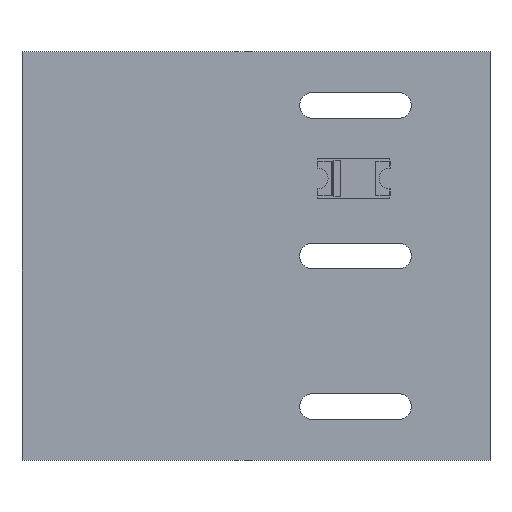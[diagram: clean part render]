
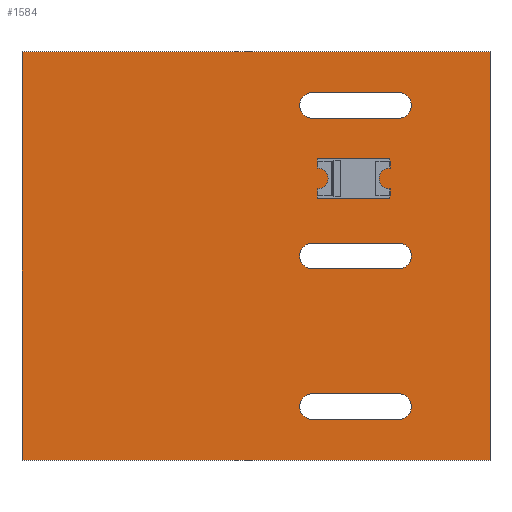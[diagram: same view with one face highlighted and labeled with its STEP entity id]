
A CAD part, top view. The second image highlights one B-rep face of the part: STEP entity #1584.
In plain terms, the highlighted planar face has unit normal (0, 0, 1).
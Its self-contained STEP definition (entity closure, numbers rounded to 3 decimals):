
#1364 = VERTEX_POINT('',#1365);
#1365 = CARTESIAN_POINT('',(106.25,-80.,1.6));
#1371 = EDGE_CURVE('',#1364,#1372,#1374,.T.);
#1372 = VERTEX_POINT('',#1373);
#1373 = CARTESIAN_POINT('',(84.5,-80.,1.6));
#1374 = LINE('',#1375,#1376);
#1375 = CARTESIAN_POINT('',(106.25,-80.,1.6));
#1376 = VECTOR('',#1377,1.);
#1377 = DIRECTION('',(-1.,0.,0.));
#1404 = VERTEX_POINT('',#1405);
#1405 = CARTESIAN_POINT('',(106.25,-61.,1.6));
#1411 = EDGE_CURVE('',#1404,#1364,#1412,.T.);
#1412 = LINE('',#1413,#1414);
#1413 = CARTESIAN_POINT('',(106.25,-61.,1.6));
#1414 = VECTOR('',#1415,1.);
#1415 = DIRECTION('',(0.,-1.,0.));
#1433 = EDGE_CURVE('',#1372,#1434,#1436,.T.);
#1434 = VERTEX_POINT('',#1435);
#1435 = CARTESIAN_POINT('',(84.5,-61.,1.6));
#1436 = LINE('',#1437,#1438);
#1437 = CARTESIAN_POINT('',(84.5,-80.,1.6));
#1438 = VECTOR('',#1439,1.);
#1439 = DIRECTION('',(0.,1.,0.));
#1584 = ADVANCED_FACE('',(#1585,#1596,#1632,#1668),#1704,.T.);
#1585 = FACE_BOUND('',#1586,.T.);
#1586 = EDGE_LOOP('',(#1587,#1588,#1589,#1595));
#1587 = ORIENTED_EDGE('',*,*,#1371,.F.);
#1588 = ORIENTED_EDGE('',*,*,#1411,.F.);
#1589 = ORIENTED_EDGE('',*,*,#1590,.F.);
#1590 = EDGE_CURVE('',#1434,#1404,#1591,.T.);
#1591 = LINE('',#1592,#1593);
#1592 = CARTESIAN_POINT('',(84.5,-61.,1.6));
#1593 = VECTOR('',#1594,1.);
#1594 = DIRECTION('',(1.,0.,0.));
#1595 = ORIENTED_EDGE('',*,*,#1433,.F.);
#1596 = FACE_BOUND('',#1597,.T.);
#1597 = EDGE_LOOP('',(#1598,#1609,#1617,#1626));
#1598 = ORIENTED_EDGE('',*,*,#1599,.T.);
#1599 = EDGE_CURVE('',#1600,#1602,#1604,.T.);
#1600 = VERTEX_POINT('',#1601);
#1601 = CARTESIAN_POINT('',(98.,-78.1,1.6));
#1602 = VERTEX_POINT('',#1603);
#1603 = CARTESIAN_POINT('',(98.,-76.9,1.6));
#1604 = CIRCLE('',#1605,0.6);
#1605 = AXIS2_PLACEMENT_3D('',#1606,#1607,#1608);
#1606 = CARTESIAN_POINT('',(98.,-77.5,1.6));
#1607 = DIRECTION('',(-0.,0.,-1.));
#1608 = DIRECTION('',(0.,1.,0.));
#1609 = ORIENTED_EDGE('',*,*,#1610,.T.);
#1610 = EDGE_CURVE('',#1602,#1611,#1613,.T.);
#1611 = VERTEX_POINT('',#1612);
#1612 = CARTESIAN_POINT('',(102.,-76.9,1.6));
#1613 = LINE('',#1614,#1615);
#1614 = CARTESIAN_POINT('',(51.,-76.9,1.6));
#1615 = VECTOR('',#1616,1.);
#1616 = DIRECTION('',(1.,0.,-0.));
#1617 = ORIENTED_EDGE('',*,*,#1618,.T.);
#1618 = EDGE_CURVE('',#1611,#1619,#1621,.T.);
#1619 = VERTEX_POINT('',#1620);
#1620 = CARTESIAN_POINT('',(102.,-78.1,1.6));
#1621 = CIRCLE('',#1622,0.6);
#1622 = AXIS2_PLACEMENT_3D('',#1623,#1624,#1625);
#1623 = CARTESIAN_POINT('',(102.,-77.5,1.6));
#1624 = DIRECTION('',(-0.,0.,-1.));
#1625 = DIRECTION('',(-0.,-1.,0.));
#1626 = ORIENTED_EDGE('',*,*,#1627,.T.);
#1627 = EDGE_CURVE('',#1619,#1600,#1628,.T.);
#1628 = LINE('',#1629,#1630);
#1629 = CARTESIAN_POINT('',(49.,-78.1,1.6));
#1630 = VECTOR('',#1631,1.);
#1631 = DIRECTION('',(-1.,0.,0.));
#1632 = FACE_BOUND('',#1633,.T.);
#1633 = EDGE_LOOP('',(#1634,#1645,#1653,#1662));
#1634 = ORIENTED_EDGE('',*,*,#1635,.T.);
#1635 = EDGE_CURVE('',#1636,#1638,#1640,.T.);
#1636 = VERTEX_POINT('',#1637);
#1637 = CARTESIAN_POINT('',(98.,-71.1,1.6));
#1638 = VERTEX_POINT('',#1639);
#1639 = CARTESIAN_POINT('',(98.,-69.9,1.6));
#1640 = CIRCLE('',#1641,0.6);
#1641 = AXIS2_PLACEMENT_3D('',#1642,#1643,#1644);
#1642 = CARTESIAN_POINT('',(98.,-70.5,1.6));
#1643 = DIRECTION('',(-0.,0.,-1.));
#1644 = DIRECTION('',(0.,1.,0.));
#1645 = ORIENTED_EDGE('',*,*,#1646,.T.);
#1646 = EDGE_CURVE('',#1638,#1647,#1649,.T.);
#1647 = VERTEX_POINT('',#1648);
#1648 = CARTESIAN_POINT('',(102.,-69.9,1.6));
#1649 = LINE('',#1650,#1651);
#1650 = CARTESIAN_POINT('',(51.,-69.9,1.6));
#1651 = VECTOR('',#1652,1.);
#1652 = DIRECTION('',(1.,0.,-0.));
#1653 = ORIENTED_EDGE('',*,*,#1654,.T.);
#1654 = EDGE_CURVE('',#1647,#1655,#1657,.T.);
#1655 = VERTEX_POINT('',#1656);
#1656 = CARTESIAN_POINT('',(102.,-71.1,1.6));
#1657 = CIRCLE('',#1658,0.6);
#1658 = AXIS2_PLACEMENT_3D('',#1659,#1660,#1661);
#1659 = CARTESIAN_POINT('',(102.,-70.5,1.6));
#1660 = DIRECTION('',(-0.,0.,-1.));
#1661 = DIRECTION('',(-0.,-1.,0.));
#1662 = ORIENTED_EDGE('',*,*,#1663,.T.);
#1663 = EDGE_CURVE('',#1655,#1636,#1664,.T.);
#1664 = LINE('',#1665,#1666);
#1665 = CARTESIAN_POINT('',(49.,-71.1,1.6));
#1666 = VECTOR('',#1667,1.);
#1667 = DIRECTION('',(-1.,0.,0.));
#1668 = FACE_BOUND('',#1669,.T.);
#1669 = EDGE_LOOP('',(#1670,#1681,#1689,#1698));
#1670 = ORIENTED_EDGE('',*,*,#1671,.T.);
#1671 = EDGE_CURVE('',#1672,#1674,#1676,.T.);
#1672 = VERTEX_POINT('',#1673);
#1673 = CARTESIAN_POINT('',(98.,-64.1,1.6));
#1674 = VERTEX_POINT('',#1675);
#1675 = CARTESIAN_POINT('',(98.,-62.9,1.6));
#1676 = CIRCLE('',#1677,0.6);
#1677 = AXIS2_PLACEMENT_3D('',#1678,#1679,#1680);
#1678 = CARTESIAN_POINT('',(98.,-63.5,1.6));
#1679 = DIRECTION('',(-0.,0.,-1.));
#1680 = DIRECTION('',(0.,1.,0.));
#1681 = ORIENTED_EDGE('',*,*,#1682,.T.);
#1682 = EDGE_CURVE('',#1674,#1683,#1685,.T.);
#1683 = VERTEX_POINT('',#1684);
#1684 = CARTESIAN_POINT('',(102.,-62.9,1.6));
#1685 = LINE('',#1686,#1687);
#1686 = CARTESIAN_POINT('',(51.,-62.9,1.6));
#1687 = VECTOR('',#1688,1.);
#1688 = DIRECTION('',(1.,0.,-0.));
#1689 = ORIENTED_EDGE('',*,*,#1690,.T.);
#1690 = EDGE_CURVE('',#1683,#1691,#1693,.T.);
#1691 = VERTEX_POINT('',#1692);
#1692 = CARTESIAN_POINT('',(102.,-64.1,1.6));
#1693 = CIRCLE('',#1694,0.6);
#1694 = AXIS2_PLACEMENT_3D('',#1695,#1696,#1697);
#1695 = CARTESIAN_POINT('',(102.,-63.5,1.6));
#1696 = DIRECTION('',(-0.,0.,-1.));
#1697 = DIRECTION('',(-0.,-1.,0.));
#1698 = ORIENTED_EDGE('',*,*,#1699,.T.);
#1699 = EDGE_CURVE('',#1691,#1672,#1700,.T.);
#1700 = LINE('',#1701,#1702);
#1701 = CARTESIAN_POINT('',(49.,-64.1,1.6));
#1702 = VECTOR('',#1703,1.);
#1703 = DIRECTION('',(-1.,0.,0.));
#1704 = PLANE('',#1705);
#1705 = AXIS2_PLACEMENT_3D('',#1706,#1707,#1708);
#1706 = CARTESIAN_POINT('',(0.,0.,1.6));
#1707 = DIRECTION('',(0.,0.,1.));
#1708 = DIRECTION('',(1.,0.,-0.));
